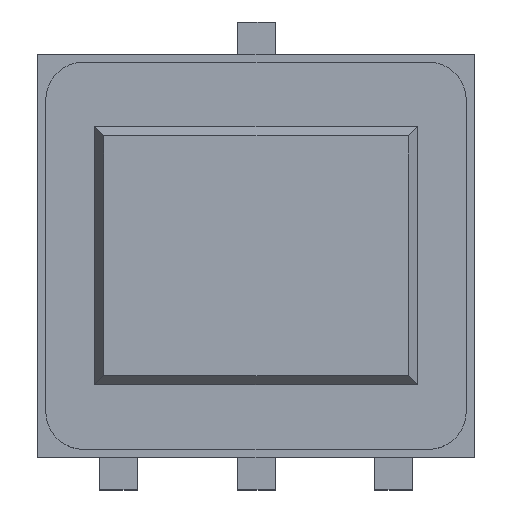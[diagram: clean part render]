
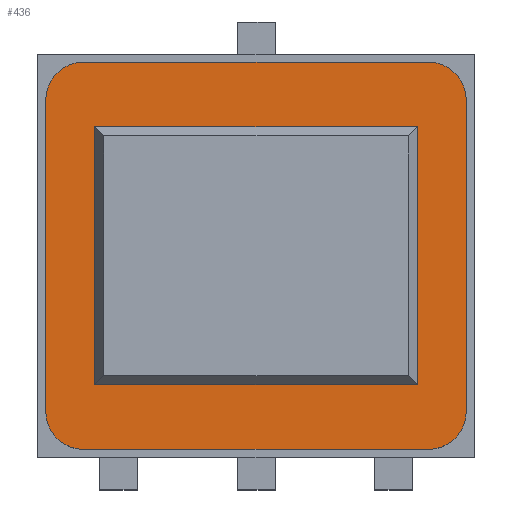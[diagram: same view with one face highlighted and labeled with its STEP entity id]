
A CAD part, top view. The second image highlights one B-rep face of the part: STEP entity #436.
In plain terms, the highlighted planar face has unit normal (0, 0, 1).
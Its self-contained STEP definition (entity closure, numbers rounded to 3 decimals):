
#436=ADVANCED_FACE('',(#786,#788),#790,.T.);
#786=FACE_BOUND('',#787,.T.);
#787=EDGE_LOOP('',(#1046,#1047,#1048,#1049,#1050,#1051,#1052,#1053));
#788=FACE_BOUND('',#789,.T.);
#789=EDGE_LOOP('',(#1054,#1055,#1056,#1057));
#790=PLANE('',#791);
#791=AXIS2_PLACEMENT_3D('',#792,#793,#794);
#792=CARTESIAN_POINT('',(0.,0.,1.275));
#793=DIRECTION('',(0.,0.,1.));
#794=DIRECTION('',(1.,0.,0.));
#1046=ORIENTED_EDGE('',*,*,#1184,.F.);
#1047=ORIENTED_EDGE('',*,*,#1181,.T.);
#1048=ORIENTED_EDGE('',*,*,#1180,.F.);
#1049=ORIENTED_EDGE('',*,*,#1177,.T.);
#1050=ORIENTED_EDGE('',*,*,#1176,.F.);
#1051=ORIENTED_EDGE('',*,*,#1189,.T.);
#1052=ORIENTED_EDGE('',*,*,#1188,.F.);
#1053=ORIENTED_EDGE('',*,*,#1186,.T.);
#1054=ORIENTED_EDGE('',*,*,#1190,.F.);
#1055=ORIENTED_EDGE('',*,*,#1191,.F.);
#1056=ORIENTED_EDGE('',*,*,#1192,.F.);
#1057=ORIENTED_EDGE('',*,*,#1193,.F.);
#1176=EDGE_CURVE('',#1364,#1362,#1366,.F.);
#1177=EDGE_CURVE('',#1367,#1362,#1368,.T.);
#1180=EDGE_CURVE('',#1367,#1370,#1372,.F.);
#1181=EDGE_CURVE('',#1373,#1370,#1374,.T.);
#1184=EDGE_CURVE('',#1373,#1376,#1378,.F.);
#1186=EDGE_CURVE('',#1379,#1376,#1381,.T.);
#1188=EDGE_CURVE('',#1379,#1382,#1384,.F.);
#1189=EDGE_CURVE('',#1364,#1382,#1385,.T.);
#1190=EDGE_CURVE('',#1386,#1387,#1388,.T.);
#1191=EDGE_CURVE('',#1389,#1386,#1390,.T.);
#1192=EDGE_CURVE('',#1391,#1389,#1392,.T.);
#1193=EDGE_CURVE('',#1387,#1391,#1393,.T.);
#1362=VERTEX_POINT('',#1762);
#1364=VERTEX_POINT('',#1766);
#1366=CIRCLE('',#1770,0.4);
#1367=VERTEX_POINT('',#1774);
#1368=LINE('',#1775,#1776);
#1370=VERTEX_POINT('',#1781);
#1372=CIRCLE('',#1785,0.4);
#1373=VERTEX_POINT('',#1789);
#1374=LINE('',#1790,#1791);
#1376=VERTEX_POINT('',#1796);
#1378=CIRCLE('',#1800,0.4);
#1379=VERTEX_POINT('',#1804);
#1381=LINE('',#1808,#1809);
#1382=VERTEX_POINT('',#1811);
#1384=CIRCLE('',#1815,0.4);
#1385=LINE('',#1819,#1820);
#1386=VERTEX_POINT('',#1822);
#1387=VERTEX_POINT('',#1823);
#1388=LINE('',#1824,#1825);
#1389=VERTEX_POINT('',#1827);
#1390=LINE('',#1828,#1829);
#1391=VERTEX_POINT('',#1831);
#1392=LINE('',#1832,#1833);
#1393=LINE('',#1835,#1836);
#1762=CARTESIAN_POINT('',(0.085,0.485,1.275));
#1766=CARTESIAN_POINT('',(0.485,0.085,1.275));
#1770=AXIS2_PLACEMENT_3D('',#1771,#1772,#1773);
#1771=CARTESIAN_POINT('',(0.485,0.485,1.275));
#1772=DIRECTION('',(0.,0.,1.));
#1773=DIRECTION('',(-1.,0.,0.));
#1774=CARTESIAN_POINT('',(0.085,3.765,1.275));
#1775=CARTESIAN_POINT('',(0.085,3.765,1.275));
#1776=VECTOR('',#1777,1.);
#1777=DIRECTION('',(0.,-1.,0.));
#1781=CARTESIAN_POINT('',(0.485,4.165,1.275));
#1785=AXIS2_PLACEMENT_3D('',#1786,#1787,#1788);
#1786=CARTESIAN_POINT('',(0.485,3.765,1.275));
#1787=DIRECTION('',(0.,0.,1.));
#1788=DIRECTION('',(0.,1.,0.));
#1789=CARTESIAN_POINT('',(4.115,4.165,1.275));
#1790=CARTESIAN_POINT('',(4.115,4.165,1.275));
#1791=VECTOR('',#1792,1.);
#1792=DIRECTION('',(-1.,0.,0.));
#1796=CARTESIAN_POINT('',(4.515,3.765,1.275));
#1800=AXIS2_PLACEMENT_3D('',#1801,#1802,#1803);
#1801=CARTESIAN_POINT('',(4.115,3.765,1.275));
#1802=DIRECTION('',(0.,0.,1.));
#1803=DIRECTION('',(1.,0.,0.));
#1804=CARTESIAN_POINT('',(4.515,0.485,1.275));
#1808=CARTESIAN_POINT('',(4.515,0.485,1.275));
#1809=VECTOR('',#1810,1.);
#1810=DIRECTION('',(0.,1.,0.));
#1811=CARTESIAN_POINT('',(4.115,0.085,1.275));
#1815=AXIS2_PLACEMENT_3D('',#1816,#1817,#1818);
#1816=CARTESIAN_POINT('',(4.115,0.485,1.275));
#1817=DIRECTION('',(0.,0.,1.));
#1818=DIRECTION('',(0.,-1.,0.));
#1819=CARTESIAN_POINT('',(0.485,0.085,1.275));
#1820=VECTOR('',#1821,1.);
#1821=DIRECTION('',(1.,0.,0.));
#1822=CARTESIAN_POINT('',(0.6,3.485,1.275));
#1823=CARTESIAN_POINT('',(0.6,0.765,1.275));
#1824=CARTESIAN_POINT('',(0.6,3.485,1.275));
#1825=VECTOR('',#1826,1.);
#1826=DIRECTION('',(0.,-1.,0.));
#1827=CARTESIAN_POINT('',(4.,3.485,1.275));
#1828=CARTESIAN_POINT('',(4.,3.485,1.275));
#1829=VECTOR('',#1830,1.);
#1830=DIRECTION('',(-1.,0.,0.));
#1831=CARTESIAN_POINT('',(4.,0.765,1.275));
#1832=CARTESIAN_POINT('',(4.,0.765,1.275));
#1833=VECTOR('',#1834,1.);
#1834=DIRECTION('',(0.,1.,0.));
#1835=CARTESIAN_POINT('',(0.6,0.765,1.275));
#1836=VECTOR('',#1837,1.);
#1837=DIRECTION('',(1.,0.,0.));
